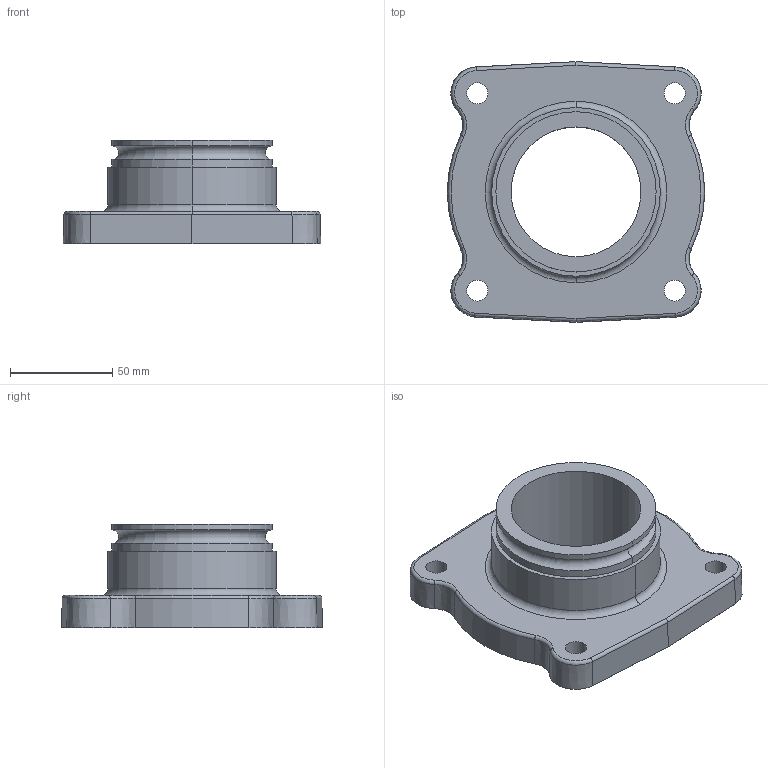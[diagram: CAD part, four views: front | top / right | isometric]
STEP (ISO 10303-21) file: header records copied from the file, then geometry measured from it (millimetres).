
FILE_DESCRIPTION((''),'2;1');
FILE_NAME('B15998_PRT','2006-12-11T',('work1'),(''),'PRO/ENGINEER BY PARAMETRIC TECHNOLOGY CORPORATION, 2005110','PRO/ENGINEER BY PARAMETRIC TECHNOLOGY CORPORATION, 2005110','');
FILE_SCHEMA(('CONFIG_CONTROL_DESIGN'));
Length unit declared in the file: inch
Products named in the file (1): B15998_PRT
Bounding box: 125.97 x 127.55 x 50.8 mm (x, y, z)
Volume: 243604 mm3; surface area: 51221.4 mm2
Topology: 1 solids, 1 shells, 66 faces, 152 edges, 90 vertices
Faces by surface type: torus 24, cylinder 24, cone 10, plane 8
Entity records: 1964 total; most frequent: DIRECTION 378, CARTESIAN_POINT 340, ORIENTED_EDGE 304, AXIS2_PLACEMENT_3D 166, EDGE_CURVE 152, CIRCLE 100, VERTEX_POINT 90, EDGE_LOOP 78
